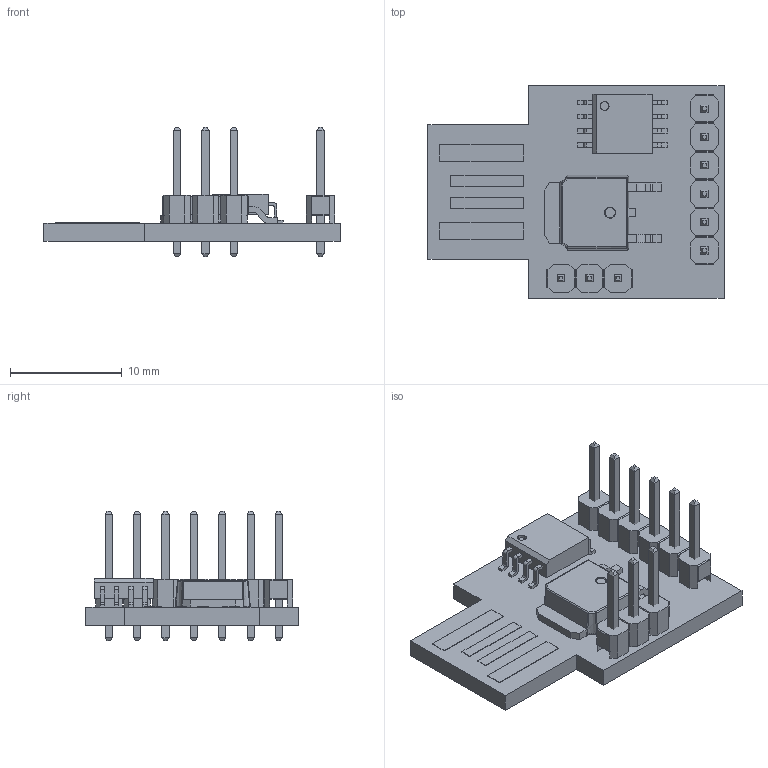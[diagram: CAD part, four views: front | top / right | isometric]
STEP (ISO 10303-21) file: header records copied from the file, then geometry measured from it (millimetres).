
FILE_DESCRIPTION (( 'STEP AP214' ), '1' );
FILE_NAME ('DigiSpark ATtiny85.STEP', '2017-09-29T12:22:08', ( '' ), ( '' ), 'SwSTEP 2.0', 'SolidWorks 2016', '' );
FILE_SCHEMA (( 'AUTOMOTIVE_DESIGN' ));
Length unit declared in the file: millimetre
Products named in the file (11): DS1021-1x3SF11; 8S2 EIAJ SOIC - ATtiny85 20SU_Valor predeterminado; TO-252AA-IRF; Digispark - Board simple; DS1021-1x6SF11; 8S2 EIAJ SOIC - ATtiny85 20SU; DigiSpark ATtiny85
Assembly tree (5 placements, depth 2):
  DS1021-1x6SF11
  DS1021-1x3SF11
  8S2 EIAJ SOIC - ATtiny85 20SU
  TO-252AA-IRF
  Digispark - Board simple
Bounding box: 26.5 x 19 x 11.6 mm (x, y, z)
Volume: 1005.4 mm3; surface area: 1971.9 mm2
Topology: 18 solids, 18 shells, 557 faces, 1321 edges, 802 vertices
Faces by surface type: plane 462, cylinder 71, bspline 20, cone 4
Entity records: 21204 total; most frequent: CARTESIAN_POINT 3202, ORIENTED_EDGE 2618, DIRECTION 2507, EDGE_CURVE 1309, LINE 1119, VECTOR 1119, VERTEX_POINT 802, AXIS2_PLACEMENT_3D 694
